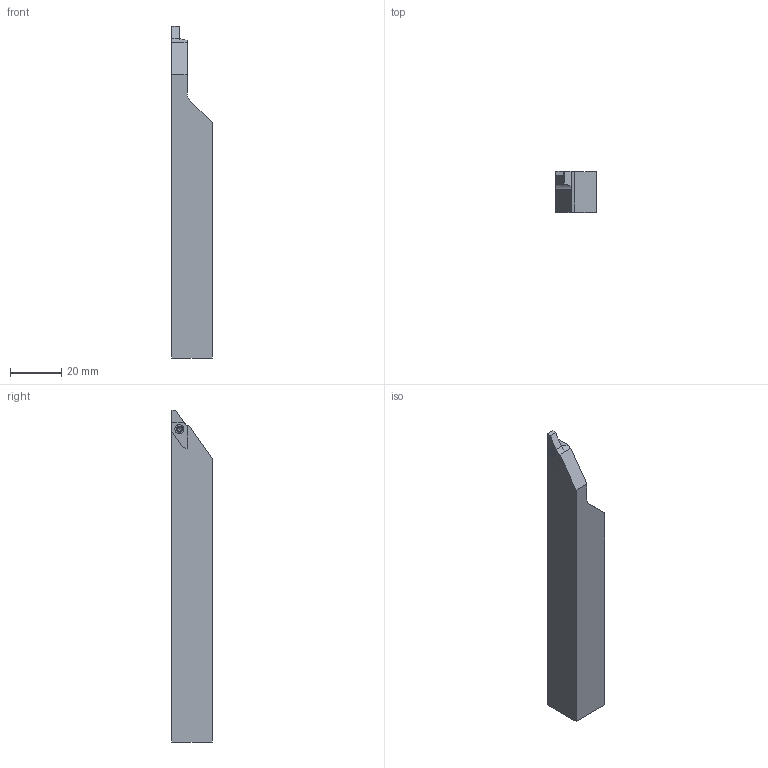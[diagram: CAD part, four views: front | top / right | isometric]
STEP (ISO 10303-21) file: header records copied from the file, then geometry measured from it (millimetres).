
FILE_DESCRIPTION (( 'STEP AP203' ), '1' );
FILE_NAME ('CUT-130-25.step', '2013-07-08T06:39:04', ( '' ), ( '' ), 'SwSTEP 2.0', 'SolidWorks 2013', '' );
FILE_SCHEMA (( 'CONFIG_CONTROL_DESIGN' ));
Length unit declared in the file: millimetre
Products named in the file (4): CUT-130-Kunde_25; CUT-130-Insert-Kunde_1600 Vorlage ; MSP-7_M2,5X6-TX8 CERATIZIT   Schraube; CUT-130-25
Assembly tree (3 placements, depth 2):
  CUT-130-25
    CUT-130-Kunde_25
    CUT-130-Insert-Kunde_1600 Vorlage 
    MSP-7_M2,5X6-TX8 CERATIZIT   Schraube
Bounding box: 15.88 x 15.88 x 130 mm (x, y, z)
Volume: 26849.4 mm3; surface area: 7946.9 mm2
Topology: 3 solids, 3 shells, 60 faces, 145 edges, 91 vertices
Faces by surface type: cylinder 25, plane 21, cone 10, torus 4
Entity records: 2171 total; most frequent: DIRECTION 340, CARTESIAN_POINT 303, ORIENTED_EDGE 286, EDGE_CURVE 143, AXIS2_PLACEMENT_3D 132, VERTEX_POINT 91, LINE 76, VECTOR 76
